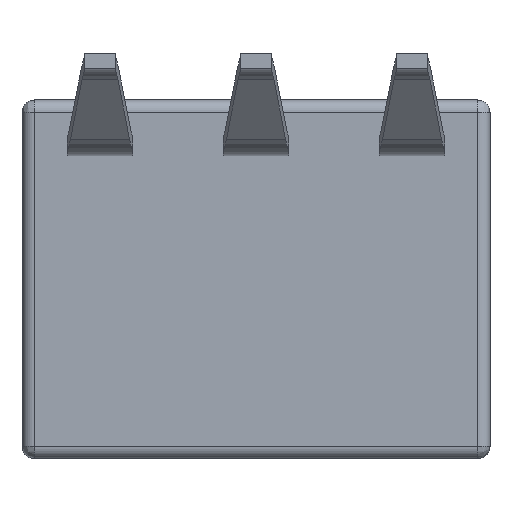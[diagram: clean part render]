
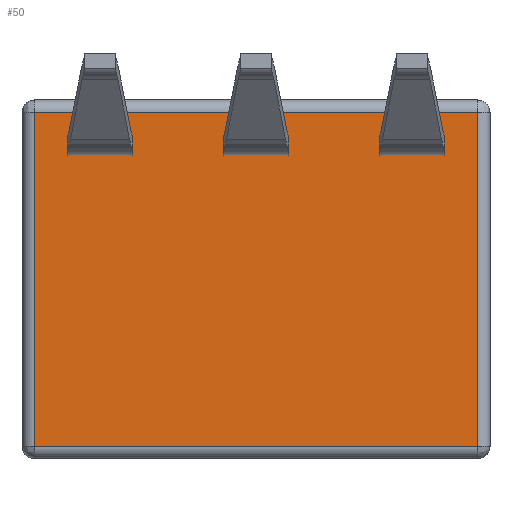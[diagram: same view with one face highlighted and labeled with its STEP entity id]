
A CAD part, front view. The second image highlights one B-rep face of the part: STEP entity #50.
In plain terms, the highlighted planar face has unit normal (0, -1, 0).
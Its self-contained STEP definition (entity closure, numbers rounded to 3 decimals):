
#6 = VERTEX_POINT ( 'NONE', #4316 ) ;
#50 = ADVANCED_FACE ( 'NONE', ( #305, #6135, #13824, #9515 ), #2671, .T. ) ;
#263 = VECTOR ( 'NONE', #4773, 1000. ) ;
#280 = CARTESIAN_POINT ( 'NONE',  ( 7.42, 0., -5.64 ) ) ;
#305 = FACE_BOUND ( 'NONE', #5755, .T. ) ;
#450 = ORIENTED_EDGE ( 'NONE', *, *, #11214, .T. ) ;
#496 = CARTESIAN_POINT ( 'NONE',  ( 7.42, 0., -5.84 ) ) ;
#513 = DIRECTION ( 'NONE',  ( 0., 0., -1. ) ) ;
#662 = LINE ( 'NONE', #6278, #14055 ) ;
#732 = EDGE_CURVE ( 'NONE', #5358, #7890, #12991, .T. ) ;
#828 = DIRECTION ( 'NONE',  ( 0., 0., -1. ) ) ;
#883 = VECTOR ( 'NONE', #7858, 1000. ) ;
#927 = CARTESIAN_POINT ( 'NONE',  ( 0., 0., -0.91 ) ) ;
#1096 = EDGE_CURVE ( 'NONE', #4343, #5283, #6645, .T. ) ;
#1203 = VECTOR ( 'NONE', #828, 1000. ) ;
#1429 = DIRECTION ( 'NONE',  ( -1., 0., 0. ) ) ;
#1478 = CARTESIAN_POINT ( 'NONE',  ( 4.345, 0., -0.91 ) ) ;
#1811 = EDGE_CURVE ( 'NONE', #5120, #7198, #2690, .T. ) ;
#2103 = CARTESIAN_POINT ( 'NONE',  ( 4.345, 0., -0.66 ) ) ;
#2314 = EDGE_LOOP ( 'NONE', ( #13516, #5405, #10534, #8795 ) ) ;
#2526 = ORIENTED_EDGE ( 'NONE', *, *, #1096, .T. ) ;
#2547 = ORIENTED_EDGE ( 'NONE', *, *, #12024, .T. ) ;
#2671 = PLANE ( 'NONE',  #14464 ) ;
#2690 = LINE ( 'NONE', #7256, #9896 ) ;
#2692 = VECTOR ( 'NONE', #1429, 1000. ) ;
#2728 = DIRECTION ( 'NONE',  ( 1., 0., 0. ) ) ;
#2817 = CARTESIAN_POINT ( 'NONE',  ( 0.735, 0., -0.91 ) ) ;
#2821 = CARTESIAN_POINT ( 'NONE',  ( 4.345, 0., -5.84 ) ) ;
#3025 = LINE ( 'NONE', #10834, #9820 ) ;
#3174 = LINE ( 'NONE', #11142, #2692 ) ;
#3313 = LINE ( 'NONE', #927, #883 ) ;
#3463 = VECTOR ( 'NONE', #5228, 1000. ) ;
#3520 = VECTOR ( 'NONE', #2728, 1000. ) ;
#3803 = EDGE_CURVE ( 'NONE', #6401, #14373, #4001, .T. ) ;
#3992 = DIRECTION ( 'NONE',  ( 1., 0., 0. ) ) ;
#4001 = LINE ( 'NONE', #8554, #13336 ) ;
#4033 = CARTESIAN_POINT ( 'NONE',  ( 5.815, 0., -0.91 ) ) ;
#4057 = DIRECTION ( 'NONE',  ( 0., 0., 1. ) ) ;
#4316 = CARTESIAN_POINT ( 'NONE',  ( 6.885, 0., -0.91 ) ) ;
#4317 = CARTESIAN_POINT ( 'NONE',  ( 1.805, 0., -0.91 ) ) ;
#4343 = VERTEX_POINT ( 'NONE', #4033 ) ;
#4491 = VECTOR ( 'NONE', #8911, 1000. ) ;
#4773 = DIRECTION ( 'NONE',  ( 1., 0., 0. ) ) ;
#4909 = ORIENTED_EDGE ( 'NONE', *, *, #6250, .F. ) ;
#5120 = VERTEX_POINT ( 'NONE', #2817 ) ;
#5216 = LINE ( 'NONE', #11089, #10936 ) ;
#5228 = DIRECTION ( 'NONE',  ( 0., 0., -1. ) ) ;
#5283 = VERTEX_POINT ( 'NONE', #10907 ) ;
#5340 = CARTESIAN_POINT ( 'NONE',  ( 0.735, 0., -0.66 ) ) ;
#5358 = VERTEX_POINT ( 'NONE', #2103 ) ;
#5392 = EDGE_CURVE ( 'NONE', #5584, #5120, #3313, .T. ) ;
#5405 = ORIENTED_EDGE ( 'NONE', *, *, #11841, .T. ) ;
#5584 = VERTEX_POINT ( 'NONE', #4317 ) ;
#5614 = CARTESIAN_POINT ( 'NONE',  ( 0., 0., -0.66 ) ) ;
#5684 = EDGE_CURVE ( 'NONE', #6957, #6401, #13161, .T. ) ;
#5715 = CARTESIAN_POINT ( 'NONE',  ( 3.275, 0., -5.84 ) ) ;
#5755 = EDGE_LOOP ( 'NONE', ( #2547, #2526, #9288, #6255 ) ) ;
#5835 = CARTESIAN_POINT ( 'NONE',  ( 0.2, 0., -0.2 ) ) ;
#5851 = VERTEX_POINT ( 'NONE', #8222 ) ;
#6135 = FACE_BOUND ( 'NONE', #2314, .T. ) ;
#6250 = EDGE_CURVE ( 'NONE', #6957, #7458, #8921, .T. ) ;
#6255 = ORIENTED_EDGE ( 'NONE', *, *, #8035, .T. ) ;
#6278 = CARTESIAN_POINT ( 'NONE',  ( 1.805, 0., -5.84 ) ) ;
#6293 = VECTOR ( 'NONE', #4057, 1000. ) ;
#6303 = ORIENTED_EDGE ( 'NONE', *, *, #3803, .T. ) ;
#6401 = VERTEX_POINT ( 'NONE', #14491 ) ;
#6439 = LINE ( 'NONE', #13389, #1203 ) ;
#6645 = LINE ( 'NONE', #12113, #4491 ) ;
#6823 = CARTESIAN_POINT ( 'NONE',  ( 0., 0., -0.2 ) ) ;
#6831 = EDGE_LOOP ( 'NONE', ( #450, #9378, #7181, #7142 ) ) ;
#6957 = VERTEX_POINT ( 'NONE', #5835 ) ;
#7142 = ORIENTED_EDGE ( 'NONE', *, *, #9302, .T. ) ;
#7181 = ORIENTED_EDGE ( 'NONE', *, *, #1811, .T. ) ;
#7198 = VERTEX_POINT ( 'NONE', #5340 ) ;
#7256 = CARTESIAN_POINT ( 'NONE',  ( 0.735, 0., -5.84 ) ) ;
#7383 = DIRECTION ( 'NONE',  ( 0., 0., -1. ) ) ;
#7457 = DIRECTION ( 'NONE',  ( 1., 0., 0. ) ) ;
#7458 = VERTEX_POINT ( 'NONE', #13132 ) ;
#7553 = CARTESIAN_POINT ( 'NONE',  ( 3.275, 0., -0.91 ) ) ;
#7858 = DIRECTION ( 'NONE',  ( -1., 0., 0. ) ) ;
#7890 = VERTEX_POINT ( 'NONE', #1478 ) ;
#8035 = EDGE_CURVE ( 'NONE', #5851, #6, #6439, .T. ) ;
#8056 = LINE ( 'NONE', #5614, #263 ) ;
#8222 = CARTESIAN_POINT ( 'NONE',  ( 6.885, 0., -0.66 ) ) ;
#8554 = CARTESIAN_POINT ( 'NONE',  ( 0., 0., -5.64 ) ) ;
#8795 = ORIENTED_EDGE ( 'NONE', *, *, #732, .T. ) ;
#8911 = DIRECTION ( 'NONE',  ( 0., 0., 1. ) ) ;
#8921 = LINE ( 'NONE', #6823, #13210 ) ;
#9028 = LINE ( 'NONE', #5715, #13386 ) ;
#9288 = ORIENTED_EDGE ( 'NONE', *, *, #11849, .T. ) ;
#9302 = EDGE_CURVE ( 'NONE', #7198, #11367, #12907, .T. ) ;
#9378 = ORIENTED_EDGE ( 'NONE', *, *, #5392, .T. ) ;
#9515 = FACE_OUTER_BOUND ( 'NONE', #13063, .T. ) ;
#9644 = CARTESIAN_POINT ( 'NONE',  ( 0., 0., -0.66 ) ) ;
#9664 = DIRECTION ( 'NONE',  ( -1., 0., 0. ) ) ;
#9703 = LINE ( 'NONE', #496, #6293 ) ;
#9820 = VECTOR ( 'NONE', #3992, 1000. ) ;
#9896 = VECTOR ( 'NONE', #11776, 1000. ) ;
#10093 = CARTESIAN_POINT ( 'NONE',  ( 3.275, 0., -0.66 ) ) ;
#10167 = VERTEX_POINT ( 'NONE', #7553 ) ;
#10419 = ORIENTED_EDGE ( 'NONE', *, *, #11473, .T. ) ;
#10534 = ORIENTED_EDGE ( 'NONE', *, *, #13639, .T. ) ;
#10834 = CARTESIAN_POINT ( 'NONE',  ( 0., 0., -0.66 ) ) ;
#10869 = CARTESIAN_POINT ( 'NONE',  ( 0.2, 0., -5.84 ) ) ;
#10907 = CARTESIAN_POINT ( 'NONE',  ( 5.815, 0., -0.66 ) ) ;
#10936 = VECTOR ( 'NONE', #9664, 1000. ) ;
#11089 = CARTESIAN_POINT ( 'NONE',  ( 0., 0., -0.91 ) ) ;
#11142 = CARTESIAN_POINT ( 'NONE',  ( 0., 0., -0.91 ) ) ;
#11214 = EDGE_CURVE ( 'NONE', #11367, #5584, #662, .T. ) ;
#11367 = VERTEX_POINT ( 'NONE', #14692 ) ;
#11473 = EDGE_CURVE ( 'NONE', #14373, #7458, #9703, .T. ) ;
#11537 = CARTESIAN_POINT ( 'NONE',  ( 0., 0., -5.84 ) ) ;
#11776 = DIRECTION ( 'NONE',  ( 0., 0., 1. ) ) ;
#11841 = EDGE_CURVE ( 'NONE', #10167, #12786, #9028, .T. ) ;
#11849 = EDGE_CURVE ( 'NONE', #5283, #5851, #3025, .T. ) ;
#11982 = ORIENTED_EDGE ( 'NONE', *, *, #5684, .T. ) ;
#12024 = EDGE_CURVE ( 'NONE', #6, #4343, #3174, .T. ) ;
#12113 = CARTESIAN_POINT ( 'NONE',  ( 5.815, 0., -5.84 ) ) ;
#12524 = DIRECTION ( 'NONE',  ( 0., 0., 1. ) ) ;
#12590 = VECTOR ( 'NONE', #7383, 1000. ) ;
#12772 = DIRECTION ( 'NONE',  ( 0., 0., -1. ) ) ;
#12786 = VERTEX_POINT ( 'NONE', #10093 ) ;
#12907 = LINE ( 'NONE', #9644, #3520 ) ;
#12991 = LINE ( 'NONE', #2821, #12590 ) ;
#13063 = EDGE_LOOP ( 'NONE', ( #11982, #6303, #10419, #4909 ) ) ;
#13132 = CARTESIAN_POINT ( 'NONE',  ( 7.42, 0., -0.2 ) ) ;
#13155 = EDGE_CURVE ( 'NONE', #7890, #10167, #5216, .T. ) ;
#13161 = LINE ( 'NONE', #10869, #3463 ) ;
#13210 = VECTOR ( 'NONE', #13679, 1000. ) ;
#13336 = VECTOR ( 'NONE', #7457, 1000. ) ;
#13386 = VECTOR ( 'NONE', #12524, 1000. ) ;
#13389 = CARTESIAN_POINT ( 'NONE',  ( 6.885, 0., -5.84 ) ) ;
#13516 = ORIENTED_EDGE ( 'NONE', *, *, #13155, .T. ) ;
#13639 = EDGE_CURVE ( 'NONE', #12786, #5358, #8056, .T. ) ;
#13679 = DIRECTION ( 'NONE',  ( 1., 0., 0. ) ) ;
#13824 = FACE_BOUND ( 'NONE', #6831, .T. ) ;
#13953 = DIRECTION ( 'NONE',  ( 0., -1., 0. ) ) ;
#14055 = VECTOR ( 'NONE', #513, 1000. ) ;
#14373 = VERTEX_POINT ( 'NONE', #280 ) ;
#14464 = AXIS2_PLACEMENT_3D ( 'NONE', #11537, #13953, #12772 ) ;
#14491 = CARTESIAN_POINT ( 'NONE',  ( 0.2, 0., -5.64 ) ) ;
#14692 = CARTESIAN_POINT ( 'NONE',  ( 1.805, 0., -0.66 ) ) ;
